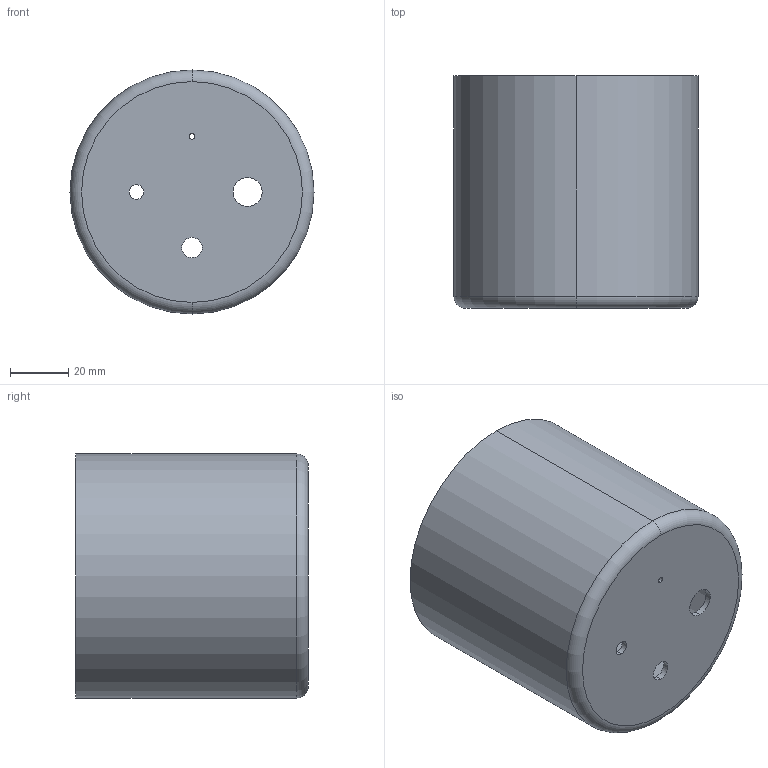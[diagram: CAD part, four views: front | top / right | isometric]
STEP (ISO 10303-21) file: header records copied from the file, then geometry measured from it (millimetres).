
FILE_DESCRIPTION (( 'STEP AP214' ), '1' );
FILE_NAME ('TestCyl_3mmWall.STEP', '2024-09-30T04:21:37', ( '' ), ( '' ), 'SwSTEP 2.0', 'SolidWorks 2022', '' );
FILE_SCHEMA (( 'AUTOMOTIVE_DESIGN' ));
Length unit declared in the file: millimetre
Products named in the file (1): TestCyl_3mmWall
Bounding box: 84 x 80 x 84 mm (x, y, z)
Volume: 70285 mm3; surface area: 50291.7 mm2
Topology: 1 solids, 1 shells, 19 faces, 44 edges, 28 vertices
Faces by surface type: cylinder 12, torus 4, plane 3
Entity records: 608 total; most frequent: DIRECTION 116, CARTESIAN_POINT 92, ORIENTED_EDGE 88, AXIS2_PLACEMENT_3D 52, EDGE_CURVE 44, CIRCLE 32, VERTEX_POINT 28, EDGE_LOOP 28
